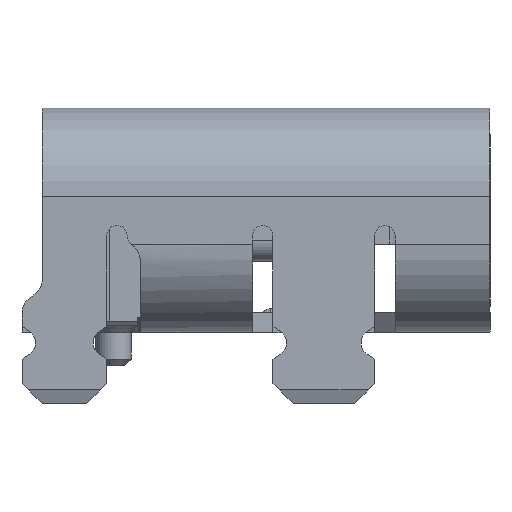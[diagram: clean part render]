
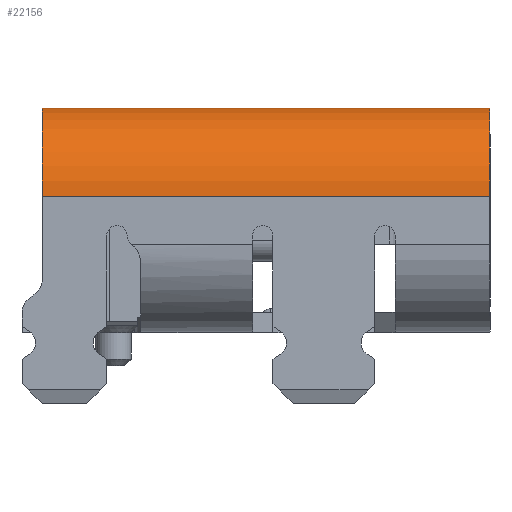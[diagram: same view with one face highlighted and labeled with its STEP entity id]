
A CAD part, left-side view. The second image highlights one B-rep face of the part: STEP entity #22156.
In plain terms, the highlighted cylindrical face has radius 1.3 mm (diameter 2.6 mm), a partial arc.
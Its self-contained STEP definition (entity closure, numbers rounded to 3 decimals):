
#207=CIRCLE('',#23464,1.3);
#227=CIRCLE('',#23520,1.3);
#593=CYLINDRICAL_SURFACE('',#23607,1.3);
#1254=FACE_OUTER_BOUND('',#2488,.T.);
#2488=EDGE_LOOP('',(#16361,#16362,#16363,#16364));
#4435=LINE('',#33530,#7220);
#4436=LINE('',#33531,#7221);
#7220=VECTOR('',#27029,1000.);
#7221=VECTOR('',#27030,1000.);
#9578=VERTEX_POINT('',#32840);
#9580=VERTEX_POINT('',#32846);
#9652=VERTEX_POINT('',#33099);
#9654=VERTEX_POINT('',#33105);
#11968=EDGE_CURVE('',#9578,#9580,#207,.T.);
#12081=EDGE_CURVE('',#9654,#9652,#227,.T.);
#12287=EDGE_CURVE('',#9654,#9578,#4435,.T.);
#12288=EDGE_CURVE('',#9652,#9580,#4436,.T.);
#16361=ORIENTED_EDGE('',*,*,#12287,.T.);
#16362=ORIENTED_EDGE('',*,*,#11968,.T.);
#16363=ORIENTED_EDGE('',*,*,#12288,.F.);
#16364=ORIENTED_EDGE('',*,*,#12081,.F.);
#22156=ADVANCED_FACE('',(#1254),#593,.T.);
#23464=AXIS2_PLACEMENT_3D('',#32848,#26475,#26476);
#23520=AXIS2_PLACEMENT_3D('',#33107,#26678,#26679);
#23607=AXIS2_PLACEMENT_3D('',#33529,#27027,#27028);
#26475=DIRECTION('center_axis',(0.,-1.,0.));
#26476=DIRECTION('ref_axis',(1.,0.,0.));
#26678=DIRECTION('center_axis',(0.,-1.,0.));
#26679=DIRECTION('ref_axis',(1.,0.,0.));
#27027=DIRECTION('center_axis',(0.,1.,0.));
#27028=DIRECTION('ref_axis',(-1.,0.,0.));
#27029=DIRECTION('',(0.,1.,0.));
#27030=DIRECTION('',(0.,1.,0.));
#32840=CARTESIAN_POINT('',(-3.17,3.15,3.31));
#32846=CARTESIAN_POINT('',(-4.47,3.15,2.01));
#32848=CARTESIAN_POINT('Origin',(-3.17,3.15,2.01));
#33099=CARTESIAN_POINT('',(-4.47,-3.45,2.01));
#33105=CARTESIAN_POINT('',(-3.17,-3.45,3.31));
#33107=CARTESIAN_POINT('Origin',(-3.17,-3.45,2.01));
#33529=CARTESIAN_POINT('Origin',(-3.17,-3.45,2.01));
#33530=CARTESIAN_POINT('',(-3.17,-3.45,3.31));
#33531=CARTESIAN_POINT('',(-4.47,-3.45,2.01));
